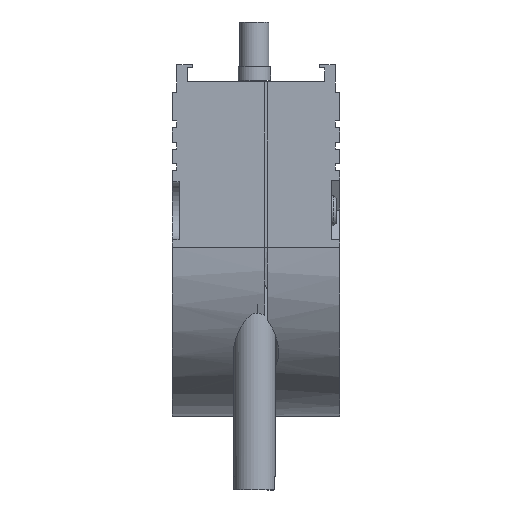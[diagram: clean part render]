
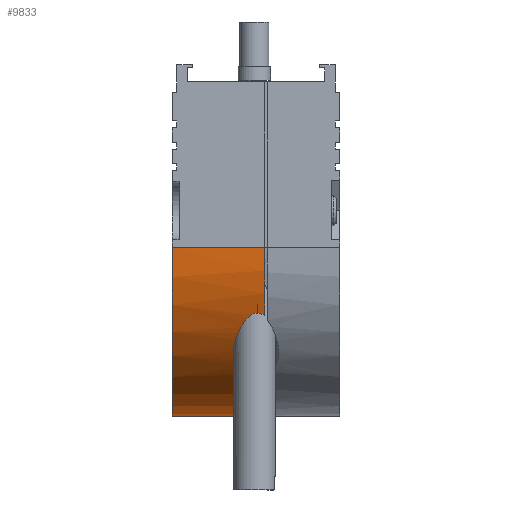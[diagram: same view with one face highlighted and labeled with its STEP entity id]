
A CAD part, left-side view. The second image highlights one B-rep face of the part: STEP entity #9833.
In plain terms, the highlighted cylindrical face has radius 15.875 mm (diameter 31.75 mm), a partial arc.
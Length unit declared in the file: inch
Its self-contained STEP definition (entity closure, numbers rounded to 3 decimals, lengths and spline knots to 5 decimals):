
#328 = CARTESIAN_POINT ( 'NONE',  ( 0., 0.30906, -0.67579 ) ) ;
#432 = DIRECTION ( 'NONE',  ( 0., 0., 1. ) ) ;
#539 = CARTESIAN_POINT ( 'NONE',  ( 0.0496, -0.01513, -0.91981 ) ) ;
#760 = CARTESIAN_POINT ( 'NONE',  ( 0.10892, 0.07931, -1.02868 ) ) ;
#896 = AXIS2_PLACEMENT_3D ( 'NONE', #10270, #4224, #5424 ) ;
#1025 = ORIENTED_EDGE ( 'NONE', *, *, #6253, .T. ) ;
#1434 = B_SPLINE_CURVE_WITH_KNOTS ( 'NONE', 3,
 ( #10142, #11554, #10189, #13817, #9041, #9092, #15132, #12686, #7918, #3128, #10346, #2968, #1883, #13880, #4341, #11409, #760, #10291, #4392, #14033, #4191, #4283, #3077, #5542, #11500, #1818, #13980, #6747, #15021, #12739, #12640, #5387 ),
 .UNSPECIFIED., .F., .F.,
 ( 4, 2, 2, 2, 2, 2, 2, 2, 2, 2, 2, 2, 2, 2, 2, 4 ),
 ( 0.00066, 0.00127, 0.00188, 0.00249, 0.0031, 0.00371, 0.00432, 0.00555, 0.00677, 0.00799, 0.0086, 0.00921, 0.00952, 0.00982, 0.01013, 0.01043 ),
 .UNSPECIFIED. ) ;
#1616 = CARTESIAN_POINT ( 'NONE',  ( 0.625, -0.0315, -0.67579 ) ) ;
#1630 = ORIENTED_EDGE ( 'NONE', *, *, #5815, .T. ) ;
#1713 = DIRECTION ( 'NONE',  ( 0., 1., 0. ) ) ;
#1769 = CARTESIAN_POINT ( 'NONE',  ( 0.05092, -0.02379, -0.92289 ) ) ;
#1790 = EDGE_LOOP ( 'NONE', ( #13602, #1630, #11526, #8551, #1025, #9066, #6565, #6371 ) ) ;
#1818 = CARTESIAN_POINT ( 'NONE',  ( 0.05408, 0.02333, -0.93011 ) ) ;
#1874 = CARTESIAN_POINT ( 'NONE',  ( 0.04924, -0.01061, -0.91894 ) ) ;
#1883 = CARTESIAN_POINT ( 'NONE',  ( 0.16318, 0.08098, -1.09699 ) ) ;
#1906 = VERTEX_POINT ( 'NONE', #4408 ) ;
#1928 = DIRECTION ( 'NONE',  ( 0., 0., -1. ) ) ;
#2015 = VERTEX_POINT ( 'NONE', #4563 ) ;
#2302 = B_SPLINE_CURVE_WITH_KNOTS ( 'NONE', 3,
 ( #10137, #1874, #539, #1769, #11400, #10181 ),
 .UNSPECIFIED., .F., .F.,
 ( 4, 2, 4 ),
 ( 0.01043, 0.01078, 0.01113 ),
 .UNSPECIFIED. ) ;
#2366 = VERTEX_POINT ( 'NONE', #12350 ) ;
#2891 = CARTESIAN_POINT ( 'NONE',  ( 0.625, -0.0315, -0.67579 ) ) ;
#2968 = CARTESIAN_POINT ( 'NONE',  ( 0.16848, 0.07937, -1.10272 ) ) ;
#3077 = CARTESIAN_POINT ( 'NONE',  ( 0.06146, 0.03969, -0.94612 ) ) ;
#3128 = CARTESIAN_POINT ( 'NONE',  ( 0.18451, 0.07209, -1.11923 ) ) ;
#3195 = EDGE_CURVE ( 'NONE', #8157, #2015, #2302, .T. ) ;
#3666 = EDGE_CURVE ( 'NONE', #3930, #12406, #11176, .T. ) ;
#3930 = VERTEX_POINT ( 'NONE', #10661 ) ;
#3994 = CARTESIAN_POINT ( 'NONE',  ( 0., -0.0315, -0.67579 ) ) ;
#4161 = DIRECTION ( 'NONE',  ( 0., 1., 0. ) ) ;
#4191 = CARTESIAN_POINT ( 'NONE',  ( 0.07059, 0.05249, -0.96441 ) ) ;
#4224 = DIRECTION ( 'NONE',  ( 0., 1., 0. ) ) ;
#4283 = CARTESIAN_POINT ( 'NONE',  ( 0.06439, 0.04429, -0.95217 ) ) ;
#4313 = LINE ( 'NONE', #5052, #10518 ) ;
#4341 = CARTESIAN_POINT ( 'NONE',  ( 0.13711, 0.08455, -1.06674 ) ) ;
#4392 = CARTESIAN_POINT ( 'NONE',  ( 0.08432, 0.066, -0.98964 ) ) ;
#4408 = CARTESIAN_POINT ( 'NONE',  ( 0.22924, -0.00594, -1.15952 ) ) ;
#4563 = CARTESIAN_POINT ( 'NONE',  ( 0.05294, -0.0315, -0.92753 ) ) ;
#4720 = B_SPLINE_CURVE_WITH_KNOTS ( 'NONE', 3,
 ( #8238, #7062, #9449, #15492 ),
 .UNSPECIFIED., .F., .F.,
 ( 4, 4 ),
 ( 0., 0.00066 ),
 .UNSPECIFIED. ) ;
#4798 = FACE_OUTER_BOUND ( 'NONE', #1790, .T. ) ;
#5052 = CARTESIAN_POINT ( 'NONE',  ( 0.625, 0.30906, -1.30079 ) ) ;
#5355 = CIRCLE ( 'NONE', #896, 0.625 ) ;
#5387 = CARTESIAN_POINT ( 'NONE',  ( 0.04924, -0.00594, -0.91894 ) ) ;
#5424 = DIRECTION ( 'NONE',  ( 0., 0., 1. ) ) ;
#5461 = DIRECTION ( 'NONE',  ( 0., -1., 0. ) ) ;
#5473 = AXIS2_PLACEMENT_3D ( 'NONE', #2891, #4161, #6536 ) ;
#5542 = CARTESIAN_POINT ( 'NONE',  ( 0.05755, 0.03195, -0.93778 ) ) ;
#5602 = CARTESIAN_POINT ( 'NONE',  ( 0.625, 0.30906, -0.67579 ) ) ;
#5815 = EDGE_CURVE ( 'NONE', #12406, #1906, #4720, .T. ) ;
#6253 = EDGE_CURVE ( 'NONE', #2015, #10479, #9736, .T. ) ;
#6371 = ORIENTED_EDGE ( 'NONE', *, *, #9125, .T. ) ;
#6536 = DIRECTION ( 'NONE',  ( 0., 0., 1. ) ) ;
#6565 = ORIENTED_EDGE ( 'NONE', *, *, #6867, .F. ) ;
#6747 = CARTESIAN_POINT ( 'NONE',  ( 0.05127, 0.01339, -0.92371 ) ) ;
#6867 = EDGE_CURVE ( 'NONE', #2366, #12596, #5355, .T. ) ;
#7062 = CARTESIAN_POINT ( 'NONE',  ( 0.22797, -0.02329, -1.15849 ) ) ;
#7453 = LINE ( 'NONE', #12716, #11464 ) ;
#7914 = CARTESIAN_POINT ( 'NONE',  ( 0.04924, -0.00594, -0.91894 ) ) ;
#7918 = CARTESIAN_POINT ( 'NONE',  ( 0.19484, 0.0651, -1.12926 ) ) ;
#7968 = DIRECTION ( 'NONE',  ( 0., -1., 0. ) ) ;
#8157 = VERTEX_POINT ( 'NONE', #7914 ) ;
#8238 = CARTESIAN_POINT ( 'NONE',  ( 0.22554, -0.0315, -1.15647 ) ) ;
#8551 = ORIENTED_EDGE ( 'NONE', *, *, #3195, .T. ) ;
#9041 = CARTESIAN_POINT ( 'NONE',  ( 0.22098, 0.03245, -1.15267 ) ) ;
#9044 = CARTESIAN_POINT ( 'NONE',  ( 0.22554, -0.0315, -1.15647 ) ) ;
#9066 = ORIENTED_EDGE ( 'NONE', *, *, #13521, .F. ) ;
#9092 = CARTESIAN_POINT ( 'NONE',  ( 0.21358, 0.04533, -1.1463 ) ) ;
#9125 = EDGE_CURVE ( 'NONE', #2366, #3930, #4313, .T. ) ;
#9449 = CARTESIAN_POINT ( 'NONE',  ( 0.22924, -0.0147, -1.15952 ) ) ;
#9616 = EDGE_CURVE ( 'NONE', #1906, #8157, #1434, .T. ) ;
#9736 = CIRCLE ( 'NONE', #12053, 0.625 ) ;
#9833 = ADVANCED_FACE ( 'NONE', ( #4798 ), #15342, .T. ) ;
#10137 = CARTESIAN_POINT ( 'NONE',  ( 0.04924, -0.00594, -0.91894 ) ) ;
#10142 = CARTESIAN_POINT ( 'NONE',  ( 0.22924, -0.00594, -1.15952 ) ) ;
#10181 = CARTESIAN_POINT ( 'NONE',  ( 0.05294, -0.0315, -0.92753 ) ) ;
#10189 = CARTESIAN_POINT ( 'NONE',  ( 0.22815, 0.01011, -1.15863 ) ) ;
#10270 = CARTESIAN_POINT ( 'NONE',  ( 0.625, 0.30906, -0.67579 ) ) ;
#10291 = CARTESIAN_POINT ( 'NONE',  ( 0.09203, 0.07125, -1.0026 ) ) ;
#10346 = CARTESIAN_POINT ( 'NONE',  ( 0.17913, 0.07494, -1.11383 ) ) ;
#10479 = VERTEX_POINT ( 'NONE', #3994 ) ;
#10518 = VECTOR ( 'NONE', #14789, 39.37008 ) ;
#10661 = CARTESIAN_POINT ( 'NONE',  ( 0.625, -0.0315, -1.30079 ) ) ;
#11176 = CIRCLE ( 'NONE', #5473, 0.625 ) ;
#11400 = CARTESIAN_POINT ( 'NONE',  ( 0.05184, -0.02776, -0.92502 ) ) ;
#11409 = CARTESIAN_POINT ( 'NONE',  ( 0.11793, 0.08203, -1.04151 ) ) ;
#11464 = VECTOR ( 'NONE', #5461, 39.37008 ) ;
#11500 = CARTESIAN_POINT ( 'NONE',  ( 0.05633, 0.02921, -0.93511 ) ) ;
#11526 = ORIENTED_EDGE ( 'NONE', *, *, #9616, .T. ) ;
#11554 = CARTESIAN_POINT ( 'NONE',  ( 0.22924, 0.00215, -1.15952 ) ) ;
#12053 = AXIS2_PLACEMENT_3D ( 'NONE', #1616, #1713, #432 ) ;
#12350 = CARTESIAN_POINT ( 'NONE',  ( 0.625, 0.30906, -1.30079 ) ) ;
#12406 = VERTEX_POINT ( 'NONE', #9044 ) ;
#12596 = VERTEX_POINT ( 'NONE', #328 ) ;
#12640 = CARTESIAN_POINT ( 'NONE',  ( 0.04924, -0.00185, -0.91894 ) ) ;
#12686 = CARTESIAN_POINT ( 'NONE',  ( 0.19983, 0.06096, -1.13393 ) ) ;
#12716 = CARTESIAN_POINT ( 'NONE',  ( 0., 0.30906, -0.67579 ) ) ;
#12739 = CARTESIAN_POINT ( 'NONE',  ( 0.04952, 0.00209, -0.9196 ) ) ;
#13231 = AXIS2_PLACEMENT_3D ( 'NONE', #5602, #7968, #1928 ) ;
#13521 = EDGE_CURVE ( 'NONE', #12596, #10479, #7453, .T. ) ;
#13602 = ORIENTED_EDGE ( 'NONE', *, *, #3666, .T. ) ;
#13817 = CARTESIAN_POINT ( 'NONE',  ( 0.22399, 0.02536, -1.15518 ) ) ;
#13880 = CARTESIAN_POINT ( 'NONE',  ( 0.14744, 0.08432, -1.07929 ) ) ;
#13980 = CARTESIAN_POINT ( 'NONE',  ( 0.05304, 0.02015, -0.92775 ) ) ;
#14033 = CARTESIAN_POINT ( 'NONE',  ( 0.07389, 0.05612, -0.97067 ) ) ;
#14789 = DIRECTION ( 'NONE',  ( 0., -1., 0. ) ) ;
#15021 = CARTESIAN_POINT ( 'NONE',  ( 0.05053, 0.00973, -0.92199 ) ) ;
#15132 = CARTESIAN_POINT ( 'NONE',  ( 0.20927, 0.051, -1.14251 ) ) ;
#15342 = CYLINDRICAL_SURFACE ( 'NONE', #13231, 0.625 ) ;
#15492 = CARTESIAN_POINT ( 'NONE',  ( 0.22924, -0.00594, -1.15952 ) ) ;
